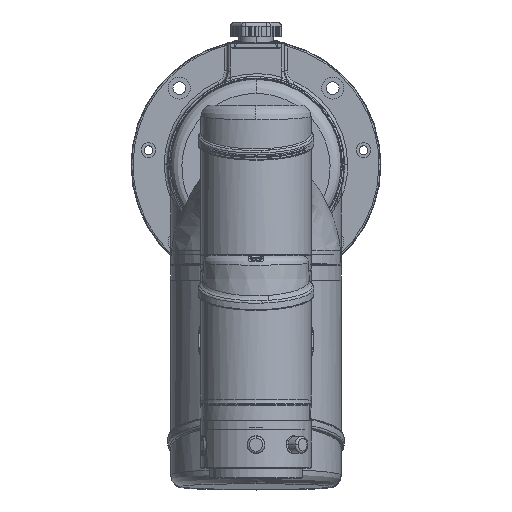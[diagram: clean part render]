
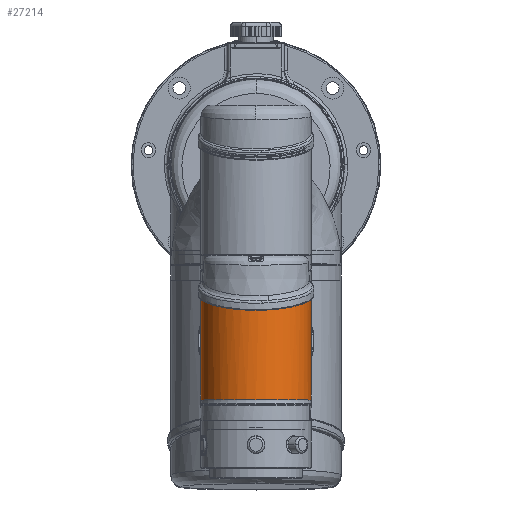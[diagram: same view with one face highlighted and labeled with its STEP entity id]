
A CAD part, top view. The second image highlights one B-rep face of the part: STEP entity #27214.
In plain terms, the highlighted cylindrical face has radius 37.5 mm (diameter 75 mm), a partial arc.
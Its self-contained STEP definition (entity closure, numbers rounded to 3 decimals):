
#6928 = DIRECTION ( 'NONE',  ( -1., 0., 0. ) ) ;
#10355 = LINE ( 'NONE', #88088, #131497 ) ;
#18584 = CARTESIAN_POINT ( 'NONE',  ( -37.5, -75., 55.01 ) ) ;
#18675 = CARTESIAN_POINT ( 'NONE',  ( -37.5, 0., 75.106 ) ) ;
#19510 = DIRECTION ( 'NONE',  ( 0., 0., 1. ) ) ;
#20270 = CARTESIAN_POINT ( 'NONE',  ( -37.5, 0., 75.106 ) ) ;
#21289 = ORIENTED_EDGE ( 'NONE', *, *, #120364, .F. ) ;
#27214 = ADVANCED_FACE ( 'NONE', ( #92319 ), #157351, .T. ) ;
#30484 = AXIS2_PLACEMENT_3D ( 'NONE', #46641, #110077, #6928 ) ;
#32416 = ORIENTED_EDGE ( 'NONE', *, *, #151630, .F. ) ;
#34035 = EDGE_CURVE ( 'NONE', #156041, #42807, #10355, .T. ) ;
#34368 = VERTEX_POINT ( 'NONE', #18675 ) ;
#36768 = ORIENTED_EDGE ( 'NONE', *, *, #34035, .T. ) ;
#38969 = VECTOR ( 'NONE', #19510, 1000. ) ;
#42807 = VERTEX_POINT ( 'NONE', #158032 ) ;
#43172 = EDGE_CURVE ( 'NONE', #42807, #71244, #163898, .T. ) ;
#45641 = EDGE_LOOP ( 'NONE', ( #140415, #36768, #85457, #92278, #32416, #21289 ) ) ;
#46641 = CARTESIAN_POINT ( 'NONE',  ( 0., 0., 0. ) ) ;
#51421 = VERTEX_POINT ( 'NONE', #87079 ) ;
#55357 = VECTOR ( 'NONE', #99700, 1000. ) ;
#55432 = VECTOR ( 'NONE', #85370, 1000. ) ;
#59430 = DIRECTION ( 'NONE',  ( 0., 0., 1. ) ) ;
#70251 = LINE ( 'NONE', #108313, #38969 ) ;
#70525 = DIRECTION ( 'NONE',  ( 0., 0., -1. ) ) ;
#70761 = VERTEX_POINT ( 'NONE', #136186 ) ;
#71244 = VERTEX_POINT ( 'NONE', #135989 ) ;
#71356 = CARTESIAN_POINT ( 'NONE',  ( 0., 0., 3.5 ) ) ;
#82813 = CARTESIAN_POINT ( 'NONE',  ( 37.5, -75., 55.01 ) ) ;
#85370 = DIRECTION ( 'NONE',  ( 0., 0., 1. ) ) ;
#85457 = ORIENTED_EDGE ( 'NONE', *, *, #43172, .T. ) ;
#85825 = CIRCLE ( 'NONE', #99349, 37.5 ) ;
#87079 = CARTESIAN_POINT ( 'NONE',  ( -37.5, 0., 3.5 ) ) ;
#88088 = CARTESIAN_POINT ( 'NONE',  ( 37.5, 0., 0. ) ) ;
#92278 = ORIENTED_EDGE ( 'NONE', *, *, #151296, .F. ) ;
#92319 = FACE_OUTER_BOUND ( 'NONE', #45641, .T. ) ;
#98054 = CARTESIAN_POINT ( 'NONE',  ( -37.5, 0., 0. ) ) ;
#99349 = AXIS2_PLACEMENT_3D ( 'NONE', #71356, #70525, #137220 ) ;
#99700 = DIRECTION ( 'NONE',  ( 0., 0., 1. ) ) ;
#103043 = EDGE_CURVE ( '��������1_141+��������1_144+��������1_14?�A', #156041, #51421, #85825, .T. ) ;
#108313 = CARTESIAN_POINT ( 'NONE',  ( -37.5, 0., 0. ) ) ;
#110077 = DIRECTION ( 'NONE',  ( 0., 0., 1. ) ) ;
#111710 =( BOUNDED_CURVE ( )  B_SPLINE_CURVE ( 3, ( #20270, #18584, #82813, #145360 ),
 .UNSPECIFIED., .F., .F. ) 
 B_SPLINE_CURVE_WITH_KNOTS ( ( 4, 4 ),
 ( 1.571, 4.712 ),
 .UNSPECIFIED. ) 
 CURVE ( )  GEOMETRIC_REPRESENTATION_ITEM ( )  RATIONAL_B_SPLINE_CURVE ( ( 1., 0.333, 0.333, 1. ) ) 
 REPRESENTATION_ITEM ( '' )  );
#120364 = EDGE_CURVE ( 'NONE', #51421, #70761, #138542, .T. ) ;
#131497 = VECTOR ( 'NONE', #59430, 1000. ) ;
#135989 = CARTESIAN_POINT ( 'NONE',  ( 37.5, 0., 75.106 ) ) ;
#136186 = CARTESIAN_POINT ( 'NONE',  ( -37.5, 0., 44. ) ) ;
#137220 = DIRECTION ( 'NONE',  ( 1., 0., 0. ) ) ;
#138542 = LINE ( 'NONE', #98054, #55432 ) ;
#140415 = ORIENTED_EDGE ( 'NONE', *, *, #103043, .F. ) ;
#141427 = CARTESIAN_POINT ( 'NONE',  ( 37.5, 0., 3.5 ) ) ;
#145360 = CARTESIAN_POINT ( 'NONE',  ( 37.5, 0., 75.106 ) ) ;
#151296 = EDGE_CURVE ( '��������1_27+��������1_144+��������1_14', #34368, #71244, #111710, .T. ) ;
#151630 = EDGE_CURVE ( 'NONE', #70761, #34368, #70251, .T. ) ;
#156041 = VERTEX_POINT ( 'NONE', #141427 ) ;
#157351 = CYLINDRICAL_SURFACE ( 'NONE', #30484, 37.5 ) ;
#158032 = CARTESIAN_POINT ( 'NONE',  ( 37.5, 0., 44. ) ) ;
#163898 = LINE ( 'NONE', #167250, #55357 ) ;
#167250 = CARTESIAN_POINT ( 'NONE',  ( 37.5, 0., 0. ) ) ;
